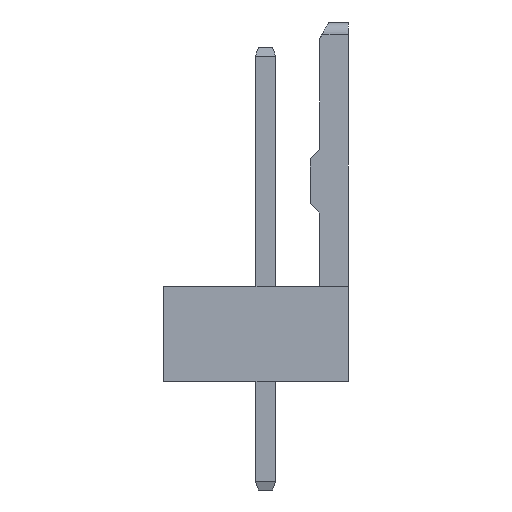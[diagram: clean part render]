
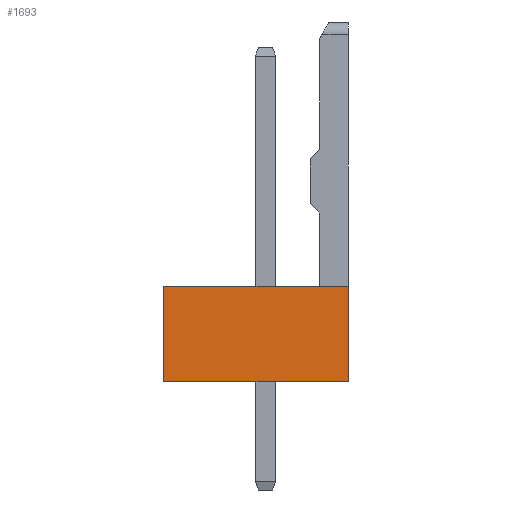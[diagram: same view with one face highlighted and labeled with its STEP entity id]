
A CAD part, left-side view. The second image highlights one B-rep face of the part: STEP entity #1693.
In plain terms, the highlighted planar face has unit normal (-1, 0, 0).
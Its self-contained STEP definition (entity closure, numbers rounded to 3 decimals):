
#1693=ADVANCED_FACE('',(#3742),#3744,.T.);
#3742=FACE_BOUND('',#3743,.T.);
#3743=EDGE_LOOP('',(#5257,#5258,#5259,#5260));
#3744=PLANE('',#3745);
#3745=AXIS2_PLACEMENT_3D('',#3746,#3747,#3748);
#3746=CARTESIAN_POINT('',(-1.27,3.2,0.));
#3747=DIRECTION('',(-1.,0.,0.));
#3748=DIRECTION('',(0.,-1.,0.));
#5257=ORIENTED_EDGE('',*,*,#6167,.T.);
#5258=ORIENTED_EDGE('',*,*,#6070,.T.);
#5259=ORIENTED_EDGE('',*,*,#6013,.F.);
#5260=ORIENTED_EDGE('',*,*,#6129,.F.);
#6013=EDGE_CURVE('',#6840,#6842,#6843,.T.);
#6070=EDGE_CURVE('',#6952,#6842,#6953,.T.);
#6129=EDGE_CURVE('',#7066,#6840,#7068,.T.);
#6167=EDGE_CURVE('',#7066,#6952,#7142,.T.);
#6840=VERTEX_POINT('',#8537);
#6842=VERTEX_POINT('',#8541);
#6843=LINE('',#8542,#8543);
#6952=VERTEX_POINT('',#8768);
#6953=LINE('',#8769,#8770);
#7066=VERTEX_POINT('',#8999);
#7068=LINE('',#9003,#9004);
#7142=LINE('',#9153,#9154);
#8537=CARTESIAN_POINT('',(-1.27,3.2,3.));
#8541=CARTESIAN_POINT('',(-1.27,-2.6,3.));
#8542=CARTESIAN_POINT('',(-1.27,3.2,3.));
#8543=VECTOR('',#8544,1.);
#8544=DIRECTION('',(0.,-1.,0.));
#8768=CARTESIAN_POINT('',(-1.27,-2.6,0.));
#8769=CARTESIAN_POINT('',(-1.27,-2.6,0.));
#8770=VECTOR('',#8771,1.);
#8771=DIRECTION('',(0.,0.,1.));
#8999=CARTESIAN_POINT('',(-1.27,3.2,0.));
#9003=CARTESIAN_POINT('',(-1.27,3.2,0.));
#9004=VECTOR('',#9005,1.);
#9005=DIRECTION('',(0.,0.,1.));
#9153=CARTESIAN_POINT('',(-1.27,3.2,0.));
#9154=VECTOR('',#9155,1.);
#9155=DIRECTION('',(0.,-1.,0.));
